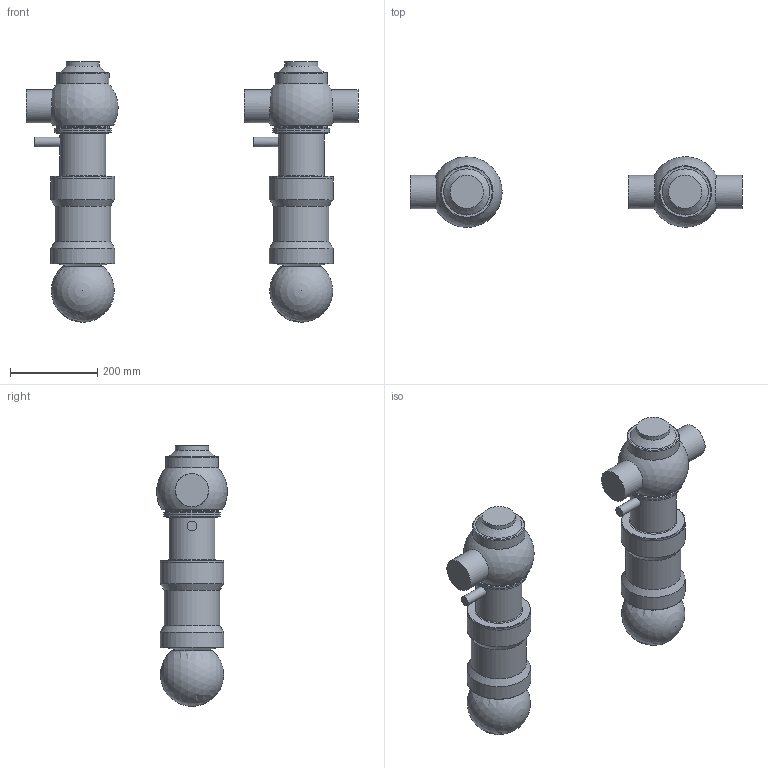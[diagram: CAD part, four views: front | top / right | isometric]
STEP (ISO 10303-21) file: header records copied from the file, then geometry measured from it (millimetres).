
FILE_DESCRIPTION((''),'2;1');
FILE_NAME('B935-DN761-SAL.stp','2012-03-05T15:19:09',('olla-l'),(''),'Autodesk Inventor 2012','Autodesk Inventor 2012','');
FILE_SCHEMA(('AUTOMOTIVE_DESIGN { 1 0 10303 214 1 1 1 1 }'));
Length unit declared in the file: millimetre
Products named in the file (6): B935-DN761-SAL; CIL115-B925; SAGOMA-GIOTTO; B935-COR-FONDO-DN761-L-SALD; B935-COR-FONDO-DN761-T-SALD; ASSEMBL-B935-DN080
Assembly tree (8 placements, depth 2):
  B935-DN761-SAL
    CIL115-B925  x2
    SAGOMA-GIOTTO  x2
    B935-COR-FONDO-DN761-L-SALD
    B935-COR-FONDO-DN761-T-SALD
    ASSEMBL-B935-DN080  x2
Bounding box: 760 x 161.93 x 595.89 mm (x, y, z)
Volume: 16310133.5 mm3; surface area: 768599.2 mm2
Topology: 8 solids, 8 shells, 86 faces, 146 edges, 89 vertices
Faces by surface type: plane 29, cylinder 25, torus 16, cone 12, sphere 4
Full cylindrical faces by diameter (mm): 22 x2, 76.1 x5, 105 x2, 120 x4, 127 x2, 130 x4, 146 x6
Entity records: 1593 total; most frequent: CARTESIAN_POINT 415, DIRECTION 254, AXIS2_PLACEMENT_3D 127, ORIENTED_EDGE 112, EDGE_LOOP 112, FACE_OUTER_BOUND 61, ADVANCED_FACE 61, VERTEX_POINT 56
